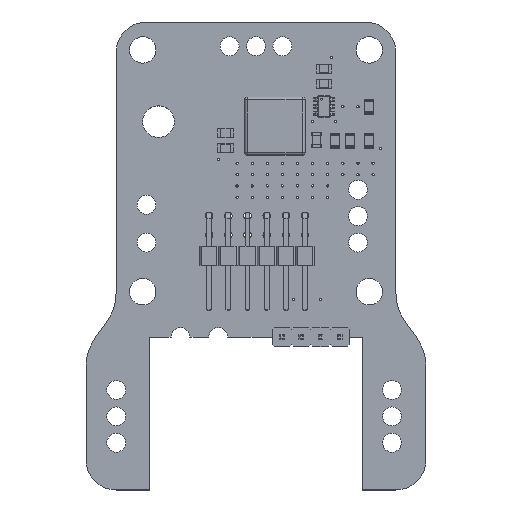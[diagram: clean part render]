
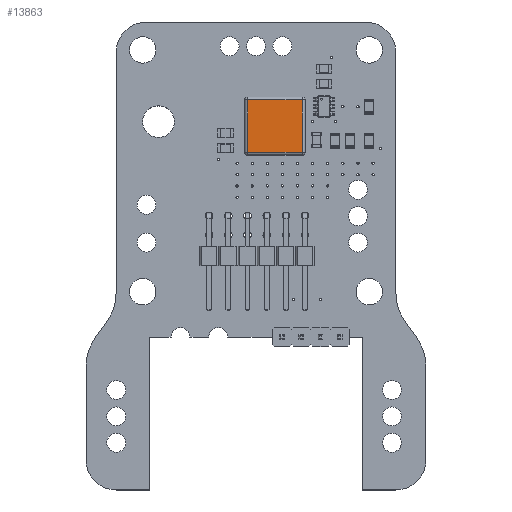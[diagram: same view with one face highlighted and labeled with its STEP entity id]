
A CAD part, top view. The second image highlights one B-rep face of the part: STEP entity #13863.
In plain terms, the highlighted planar face has unit normal (0, 0, 1).
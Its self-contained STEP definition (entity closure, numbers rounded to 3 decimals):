
#13642 = VERTEX_POINT('',#13643);
#13643 = CARTESIAN_POINT('',(-3.465,-3.615,7.));
#13650 = EDGE_CURVE('',#13642,#13651,#13653,.T.);
#13651 = VERTEX_POINT('',#13652);
#13652 = CARTESIAN_POINT('',(-3.465,3.615,7.));
#13653 = LINE('',#13654,#13655);
#13654 = CARTESIAN_POINT('',(-3.465,-3.615,7.));
#13655 = VECTOR('',#13656,1.);
#13656 = DIRECTION('',(0.,1.,0.));
#13863 = ADVANCED_FACE('',(#13864),#13889,.T.);
#13864 = FACE_BOUND('',#13865,.T.);
#13865 = EDGE_LOOP('',(#13866,#13867,#13875,#13883));
#13866 = ORIENTED_EDGE('',*,*,#13650,.F.);
#13867 = ORIENTED_EDGE('',*,*,#13868,.F.);
#13868 = EDGE_CURVE('',#13869,#13642,#13871,.T.);
#13869 = VERTEX_POINT('',#13870);
#13870 = CARTESIAN_POINT('',(3.465,-3.615,7.));
#13871 = LINE('',#13872,#13873);
#13872 = CARTESIAN_POINT('',(3.465,-3.615,7.));
#13873 = VECTOR('',#13874,1.);
#13874 = DIRECTION('',(-1.,-0.,-0.));
#13875 = ORIENTED_EDGE('',*,*,#13876,.F.);
#13876 = EDGE_CURVE('',#13877,#13869,#13879,.T.);
#13877 = VERTEX_POINT('',#13878);
#13878 = CARTESIAN_POINT('',(3.465,3.615,7.));
#13879 = LINE('',#13880,#13881);
#13880 = CARTESIAN_POINT('',(3.465,3.615,7.));
#13881 = VECTOR('',#13882,1.);
#13882 = DIRECTION('',(-0.,-1.,-0.));
#13883 = ORIENTED_EDGE('',*,*,#13884,.F.);
#13884 = EDGE_CURVE('',#13651,#13877,#13885,.T.);
#13885 = LINE('',#13886,#13887);
#13886 = CARTESIAN_POINT('',(-3.465,3.615,7.));
#13887 = VECTOR('',#13888,1.);
#13888 = DIRECTION('',(1.,0.,0.));
#13889 = PLANE('',#13890);
#13890 = AXIS2_PLACEMENT_3D('',#13891,#13892,#13893);
#13891 = CARTESIAN_POINT('',(-3.85,-4.,7.));
#13892 = DIRECTION('',(0.,0.,1.));
#13893 = DIRECTION('',(1.,0.,-0.));
